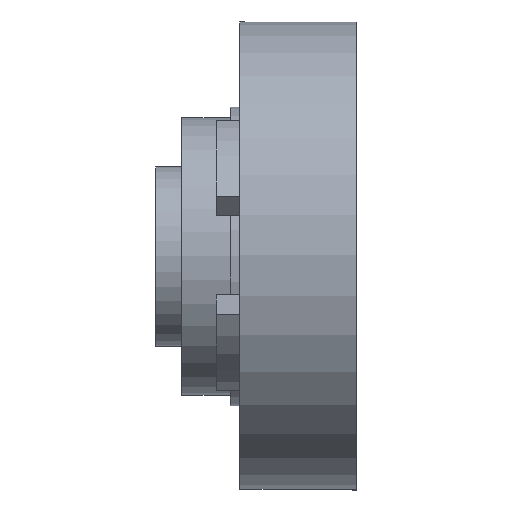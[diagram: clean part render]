
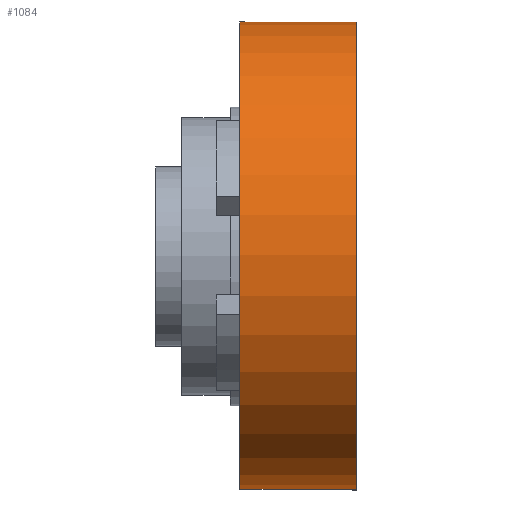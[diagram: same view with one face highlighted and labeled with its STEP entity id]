
A CAD part, top view. The second image highlights one B-rep face of the part: STEP entity #1084.
In plain terms, the highlighted cylindrical face has radius 25 mm (diameter 50 mm), a full revolution.
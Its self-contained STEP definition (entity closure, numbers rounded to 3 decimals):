
#38=CYLINDRICAL_SURFACE('',#1230,25.);
#119=LINE('',#1858,#203);
#121=LINE('',#1861,#205);
#122=LINE('',#1862,#206);
#203=VECTOR('',#1529,10.);
#205=VECTOR('',#1533,10.);
#206=VECTOR('',#1534,25.);
#302=FACE_OUTER_BOUND('',#395,.T.);
#395=EDGE_LOOP('',(#922,#923,#924,#925,#926,#927,#928));
#444=CIRCLE('',#1167,25.);
#454=CIRCLE('',#1182,25.);
#466=CIRCLE('',#1226,25.);
#501=VERTEX_POINT('',#1667);
#519=VERTEX_POINT('',#1712);
#520=VERTEX_POINT('',#1713);
#559=VERTEX_POINT('',#1847);
#560=VERTEX_POINT('',#1848);
#596=EDGE_CURVE('',#501,#501,#444,.T.);
#618=EDGE_CURVE('',#519,#520,#454,.T.);
#683=EDGE_CURVE('',#559,#560,#466,.T.);
#688=EDGE_CURVE('',#559,#519,#119,.T.);
#690=EDGE_CURVE('',#560,#520,#121,.T.);
#691=EDGE_CURVE('',#520,#501,#122,.T.);
#922=ORIENTED_EDGE('',*,*,#683,.T.);
#923=ORIENTED_EDGE('',*,*,#690,.T.);
#924=ORIENTED_EDGE('',*,*,#691,.T.);
#925=ORIENTED_EDGE('',*,*,#596,.F.);
#926=ORIENTED_EDGE('',*,*,#691,.F.);
#927=ORIENTED_EDGE('',*,*,#618,.F.);
#928=ORIENTED_EDGE('',*,*,#688,.F.);
#1084=ADVANCED_FACE('',(#302),#38,.T.);
#1167=AXIS2_PLACEMENT_3D('',#1668,#1338,#1339);
#1182=AXIS2_PLACEMENT_3D('',#1714,#1380,#1381);
#1226=AXIS2_PLACEMENT_3D('',#1849,#1519,#1520);
#1230=AXIS2_PLACEMENT_3D('',#1860,#1531,#1532);
#1338=DIRECTION('center_axis',(1.,0.,0.));
#1339=DIRECTION('ref_axis',(0.,1.,0.));
#1380=DIRECTION('center_axis',(-1.,0.,0.));
#1381=DIRECTION('ref_axis',(0.,1.,0.));
#1519=DIRECTION('center_axis',(1.,0.,0.));
#1520=DIRECTION('ref_axis',(0.,1.,0.));
#1529=DIRECTION('',(1.,0.,0.));
#1531=DIRECTION('center_axis',(-1.,0.,0.));
#1532=DIRECTION('ref_axis',(0.,1.,0.));
#1533=DIRECTION('',(1.,0.,0.));
#1534=DIRECTION('',(1.,0.,0.));
#1667=CARTESIAN_POINT('',(-33.2,-25.,-15.2));
#1668=CARTESIAN_POINT('Origin',(-33.2,0.,
-15.2));
#1712=CARTESIAN_POINT('',(-35.7,25.,-15.2));
#1713=CARTESIAN_POINT('',(-35.7,-25.,-15.2));
#1714=CARTESIAN_POINT('Origin',(-35.7,0.,
-15.2));
#1847=CARTESIAN_POINT('',(-45.7,25.,-15.2));
#1848=CARTESIAN_POINT('',(-45.7,-25.,-15.2));
#1849=CARTESIAN_POINT('Origin',(-45.7,0.,
-15.2));
#1858=CARTESIAN_POINT('',(55.7,25.,-15.2));
#1860=CARTESIAN_POINT('Origin',(55.7,0.,-15.2));
#1861=CARTESIAN_POINT('',(55.7,-25.,-15.2));
#1862=CARTESIAN_POINT('',(55.7,-25.,-15.2));
